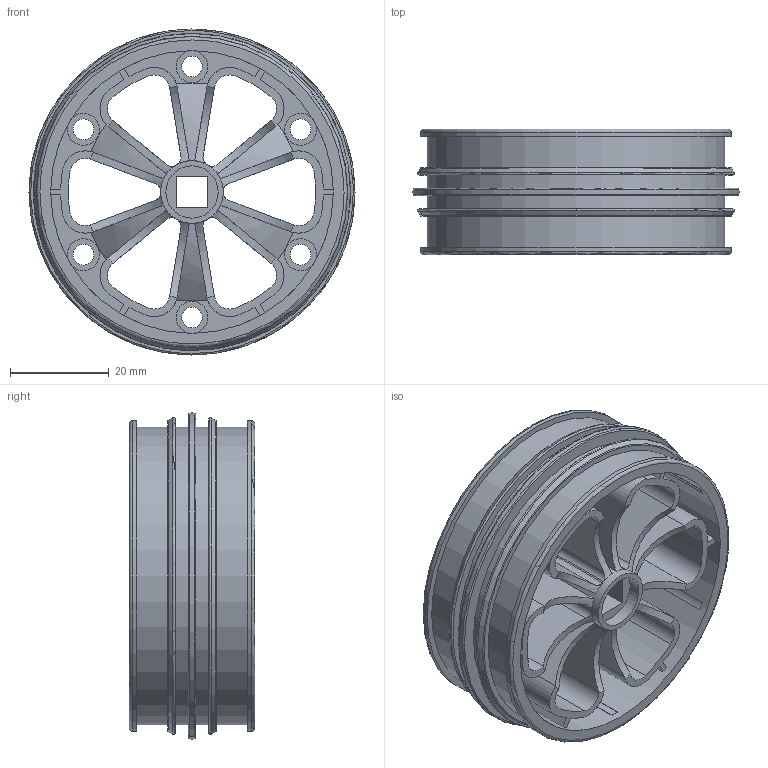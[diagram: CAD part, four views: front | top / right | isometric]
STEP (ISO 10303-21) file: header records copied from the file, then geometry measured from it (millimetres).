
FILE_DESCRIPTION(/* description */ (''),/* implementation_level */ '2;1');
FILE_NAME(/* name */ '(2.85'''') VEXplorer Wheel-Parts\Hub.ipt.step',/* time_stamp */ '2020-04-16T23:21:07-04:00',/* author */ ('Jordan'),/* organization */ (''),/* preprocessor_version */ 'ST-DEVELOPER v17',/* originating_system */ 'Autodesk Inventor 2019',/* authorisation */ '');
FILE_SCHEMA (('AUTOMOTIVE_DESIGN { 1 0 10303 214 3 1 1 }'));
Length unit declared in the file: inch
Products named in the file (1): Hub
Bounding box: 66.04 x 25.4 x 66.04 mm (x, y, z)
Volume: 23376.5 mm3; surface area: 31116.6 mm2
Topology: 1 solids, 1 shells, 209 faces, 648 edges, 440 vertices
Faces by surface type: plane 95, cylinder 82, torus 22, bspline 10
Full cylindrical faces by diameter (mm): 4.191 x6, 10.6 x2, 12.7 x1, 57.277 x1, 60.277 x4, 62.865 x2
Entity records: 11237 total; most frequent: CARTESIAN_POINT 5266, ORIENTED_EDGE 1296, DIRECTION 1271, EDGE_CURVE 648, AXIS2_PLACEMENT_3D 524, VERTEX_POINT 440, CIRCLE 285, EDGE_LOOP 234
